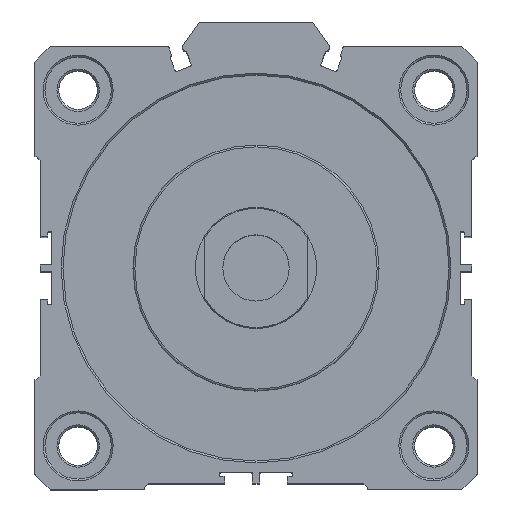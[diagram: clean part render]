
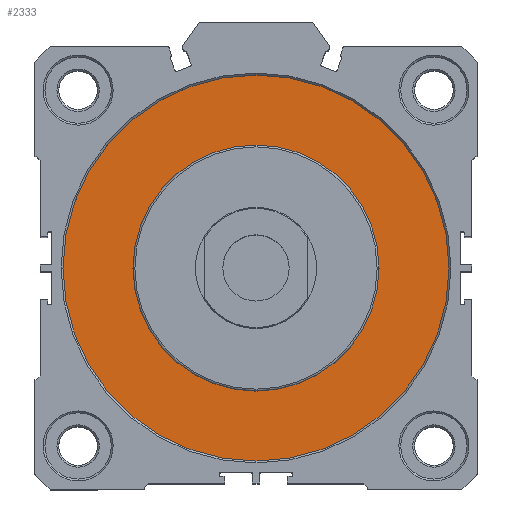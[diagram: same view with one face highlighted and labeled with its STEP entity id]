
A CAD part, top view. The second image highlights one B-rep face of the part: STEP entity #2333.
In plain terms, the highlighted planar face has unit normal (0, 0, 1).
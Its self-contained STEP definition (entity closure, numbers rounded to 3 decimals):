
#394 = CIRCLE ( 'NONE', #1348, 51. ) ;
#437 = DIRECTION ( 'NONE',  ( 0., 0., 1. ) ) ;
#969 = DIRECTION ( 'NONE',  ( 0., 0., 1. ) ) ;
#1089 = VERTEX_POINT ( 'NONE', #2293 ) ;
#1162 = CARTESIAN_POINT ( 'NONE',  ( 0., 0., 33.5 ) ) ;
#1214 = CARTESIAN_POINT ( 'NONE',  ( 51., 0., 33.5 ) ) ;
#1252 = FACE_BOUND ( 'NONE', #2133, .T. ) ;
#1348 = AXIS2_PLACEMENT_3D ( 'NONE', #3178, #7631, #3824 ) ;
#1555 = CIRCLE ( 'NONE', #3299, 32.5 ) ;
#1780 = DIRECTION ( 'NONE',  ( 1., 0., 0. ) ) ;
#1978 = EDGE_CURVE ( 'NONE', #2053, #1089, #7002, .T. ) ;
#2053 = VERTEX_POINT ( 'NONE', #1214 ) ;
#2133 = EDGE_LOOP ( 'NONE', ( #4870, #7780 ) ) ;
#2239 = EDGE_LOOP ( 'NONE', ( #4646, #7143 ) ) ;
#2293 = CARTESIAN_POINT ( 'NONE',  ( -51., 0., 33.5 ) ) ;
#2333 = ADVANCED_FACE ( 'NONE', ( #1252, #3113 ), #6015, .T. ) ;
#2534 = AXIS2_PLACEMENT_3D ( 'NONE', #1162, #5608, #1780 ) ;
#2537 = CARTESIAN_POINT ( 'NONE',  ( -32.5, 0., 33.5 ) ) ;
#2584 = EDGE_CURVE ( 'NONE', #3930, #3870, #5813, .T. ) ;
#3113 = FACE_OUTER_BOUND ( 'NONE', #2239, .T. ) ;
#3178 = CARTESIAN_POINT ( 'NONE',  ( 0., 0., 33.5 ) ) ;
#3287 = DIRECTION ( 'NONE',  ( 0., 0., 1. ) ) ;
#3299 = AXIS2_PLACEMENT_3D ( 'NONE', #4225, #437, #4883 ) ;
#3824 = DIRECTION ( 'NONE',  ( 1., 0., 0. ) ) ;
#3845 = CARTESIAN_POINT ( 'NONE',  ( 32.5, 0., 33.5 ) ) ;
#3870 = VERTEX_POINT ( 'NONE', #2537 ) ;
#3930 = VERTEX_POINT ( 'NONE', #3845 ) ;
#4225 = CARTESIAN_POINT ( 'NONE',  ( 0., 0., 33.5 ) ) ;
#4373 = AXIS2_PLACEMENT_3D ( 'NONE', #7102, #3287, #7742 ) ;
#4646 = ORIENTED_EDGE ( 'NONE', *, *, #1978, .T. ) ;
#4870 = ORIENTED_EDGE ( 'NONE', *, *, #5794, .F. ) ;
#4883 = DIRECTION ( 'NONE',  ( 1., 0., 0. ) ) ;
#4976 = AXIS2_PLACEMENT_3D ( 'NONE', #7279, #969, #5412 ) ;
#5412 = DIRECTION ( 'NONE',  ( 1., 0., 0. ) ) ;
#5590 = EDGE_CURVE ( 'NONE', #1089, #2053, #394, .T. ) ;
#5608 = DIRECTION ( 'NONE',  ( 0., 0., 1. ) ) ;
#5794 = EDGE_CURVE ( 'NONE', #3870, #3930, #1555, .T. ) ;
#5813 = CIRCLE ( 'NONE', #4373, 32.5 ) ;
#6015 = PLANE ( 'NONE',  #4976 ) ;
#7002 = CIRCLE ( 'NONE', #2534, 51. ) ;
#7102 = CARTESIAN_POINT ( 'NONE',  ( 0., 0., 33.5 ) ) ;
#7143 = ORIENTED_EDGE ( 'NONE', *, *, #5590, .T. ) ;
#7279 = CARTESIAN_POINT ( 'NONE',  ( 0., 0., 33.5 ) ) ;
#7631 = DIRECTION ( 'NONE',  ( 0., 0., 1. ) ) ;
#7742 = DIRECTION ( 'NONE',  ( 1., 0., 0. ) ) ;
#7780 = ORIENTED_EDGE ( 'NONE', *, *, #2584, .F. ) ;
